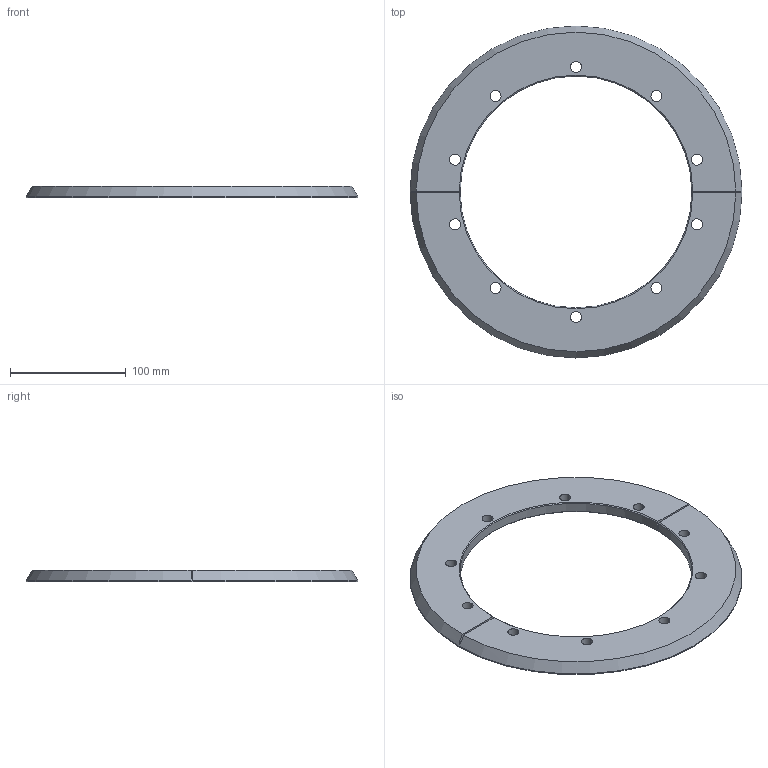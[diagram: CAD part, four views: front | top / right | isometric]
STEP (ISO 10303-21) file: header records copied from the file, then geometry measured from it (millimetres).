
FILE_DESCRIPTION (( 'STEP AP203' ), '1' );
FILE_NAME ('G1821.STEP', '2022-04-27T15:13:06', ( '' ), ( '' ), 'SwSTEP 2.0', 'SolidWorks 2020', '' );
FILE_SCHEMA (( 'CONFIG_CONTROL_DESIGN' ));
Length unit declared in the file: inch
Products named in the file (1): G1821
Bounding box: 286.5 x 286.5 x 10.01 mm (x, y, z)
Volume: 295735.2 mm3; surface area: 80562 mm2
Topology: 1 solids, 1 shells, 48 faces, 126 edges, 80 vertices
Faces by surface type: cylinder 30, cone 8, plane 8, torus 2
Entity records: 1677 total; most frequent: CARTESIAN_POINT 343, DIRECTION 272, ORIENTED_EDGE 252, EDGE_CURVE 126, AXIS2_PLACEMENT_3D 113, VERTEX_POINT 80, EDGE_LOOP 70, CIRCLE 64
